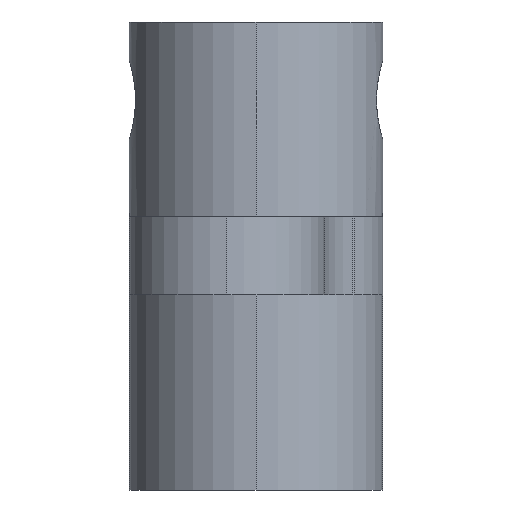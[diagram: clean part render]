
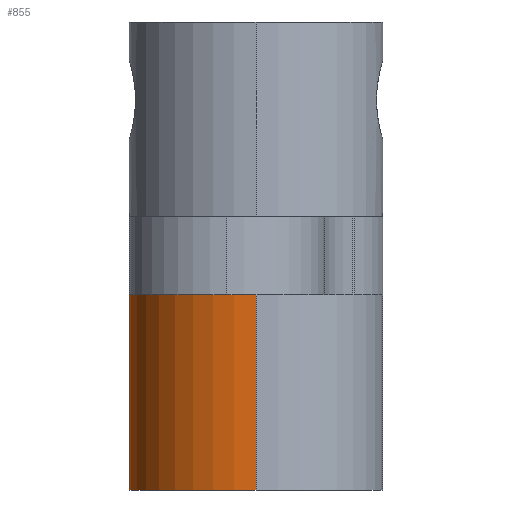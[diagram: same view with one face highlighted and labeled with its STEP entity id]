
A CAD part, left-side view. The second image highlights one B-rep face of the part: STEP entity #855.
In plain terms, the highlighted cylindrical face has radius 6.5 mm (diameter 13 mm), a partial arc.
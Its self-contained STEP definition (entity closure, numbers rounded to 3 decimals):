
#3 = DIRECTION ( 'NONE',  ( 1., 0., 0. ) ) ;
#5 = VECTOR ( 'NONE', #623, 1000. ) ;
#92 = VERTEX_POINT ( 'NONE', #882 ) ;
#98 = CARTESIAN_POINT ( 'NONE',  ( 0., 0., -12. ) ) ;
#177 = AXIS2_PLACEMENT_3D ( 'NONE', #247, #682, #794 ) ;
#193 = EDGE_CURVE ( 'NONE', #691, #406, #1280, .T. ) ;
#209 = DIRECTION ( 'NONE',  ( 0., 0., 1. ) ) ;
#247 = CARTESIAN_POINT ( 'NONE',  ( 0., 0., -2. ) ) ;
#266 = AXIS2_PLACEMENT_3D ( 'NONE', #853, #419, #3 ) ;
#299 = DIRECTION ( 'NONE',  ( 0., 0., 1. ) ) ;
#341 = FACE_OUTER_BOUND ( 'NONE', #728, .T. ) ;
#406 = VERTEX_POINT ( 'NONE', #681 ) ;
#419 = DIRECTION ( 'NONE',  ( 0., 0., 1. ) ) ;
#453 = CIRCLE ( 'NONE', #266, 6.5 ) ;
#510 = CIRCLE ( 'NONE', #857, 6.5 ) ;
#512 = CYLINDRICAL_SURFACE ( 'NONE', #599, 6.5 ) ;
#599 = AXIS2_PLACEMENT_3D ( 'NONE', #98, #209, #858 ) ;
#623 = DIRECTION ( 'NONE',  ( 0., 0., 1. ) ) ;
#628 = ORIENTED_EDGE ( 'NONE', *, *, #1345, .F. ) ;
#637 = LINE ( 'NONE', #1352, #5 ) ;
#646 = CARTESIAN_POINT ( 'NONE',  ( 6.5, 0., -12. ) ) ;
#681 = CARTESIAN_POINT ( 'NONE',  ( 0., 6.5, -2. ) ) ;
#682 = DIRECTION ( 'NONE',  ( 0., 0., -1. ) ) ;
#691 = VERTEX_POINT ( 'NONE', #1038 ) ;
#728 = EDGE_LOOP ( 'NONE', ( #1028, #1163, #965, #897, #628 ) ) ;
#741 = DIRECTION ( 'NONE',  ( 1., 0., 0. ) ) ;
#794 = DIRECTION ( 'NONE',  ( 1., 0., 0. ) ) ;
#824 = VERTEX_POINT ( 'NONE', #646 ) ;
#828 = EDGE_CURVE ( 'NONE', #824, #968, #453, .T. ) ;
#853 = CARTESIAN_POINT ( 'NONE',  ( 0., 0., -12. ) ) ;
#855 = ADVANCED_FACE ( 'NONE', ( #341 ), #512, .T. ) ;
#857 = AXIS2_PLACEMENT_3D ( 'NONE', #1064, #1170, #741 ) ;
#858 = DIRECTION ( 'NONE',  ( 1., 0., 0. ) ) ;
#882 = CARTESIAN_POINT ( 'NONE',  ( 6.5, 0., -2. ) ) ;
#895 = VECTOR ( 'NONE', #299, 1000. ) ;
#897 = ORIENTED_EDGE ( 'NONE', *, *, #1209, .T. ) ;
#929 = CARTESIAN_POINT ( 'NONE',  ( 6.5, 0., -12. ) ) ;
#965 = ORIENTED_EDGE ( 'NONE', *, *, #193, .T. ) ;
#968 = VERTEX_POINT ( 'NONE', #1182 ) ;
#1028 = ORIENTED_EDGE ( 'NONE', *, *, #828, .T. ) ;
#1038 = CARTESIAN_POINT ( 'NONE',  ( -6.5, 0., -2. ) ) ;
#1064 = CARTESIAN_POINT ( 'NONE',  ( 0., 0., -2. ) ) ;
#1163 = ORIENTED_EDGE ( 'NONE', *, *, #1355, .T. ) ;
#1170 = DIRECTION ( 'NONE',  ( 0., 0., -1. ) ) ;
#1182 = CARTESIAN_POINT ( 'NONE',  ( -6.5, 0., -12. ) ) ;
#1197 = LINE ( 'NONE', #929, #895 ) ;
#1209 = EDGE_CURVE ( 'NONE', #406, #92, #510, .T. ) ;
#1280 = CIRCLE ( 'NONE', #177, 6.5 ) ;
#1345 = EDGE_CURVE ( 'NONE', #824, #92, #1197, .T. ) ;
#1352 = CARTESIAN_POINT ( 'NONE',  ( -6.5, 0., -12. ) ) ;
#1355 = EDGE_CURVE ( 'NONE', #968, #691, #637, .T. ) ;
